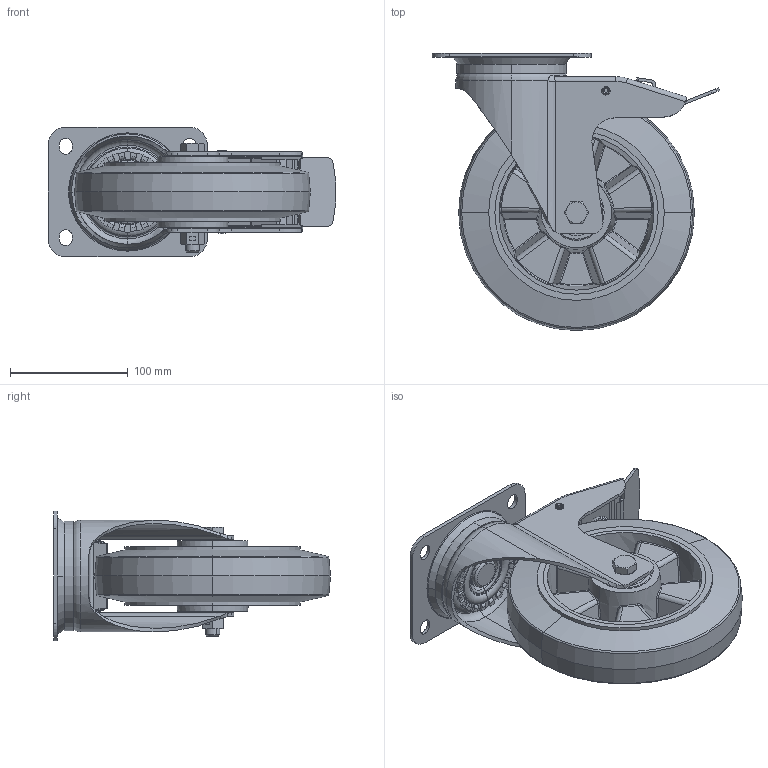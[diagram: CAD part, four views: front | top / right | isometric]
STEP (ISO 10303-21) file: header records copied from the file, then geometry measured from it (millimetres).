
FILE_DESCRIPTION (( 'STEP AP214' ), '1' );
FILE_NAME ('0055804.step', '2023-07-27T07:23:29', ( '' ), ( '' ), 'SwSTEP 2.0', 'SolidWorks 2020', '' );
FILE_SCHEMA (( 'AUTOMOTIVE_DESIGN' ));
Length unit declared in the file: millimetre
Products named in the file (1): 0055804
Bounding box: 244.14 x 235 x 110 mm (x, y, z)
Volume: 1162024.1 mm3; surface area: 370980.3 mm2
Topology: 30 solids, 30 shells, 1531 faces, 3677 edges, 2211 vertices
Faces by surface type: plane 525, cylinder 388, torus 277, cone 122, bspline 121, sphere 98
Entity records: 70241 total; most frequent: CARTESIAN_POINT 17823, DIRECTION 7719, ORIENTED_EDGE 7258, EDGE_CURVE 3629, AXIS2_PLACEMENT_3D 3153, VERTEX_POINT 2187, CIRCLE 1742, EDGE_LOOP 1624
